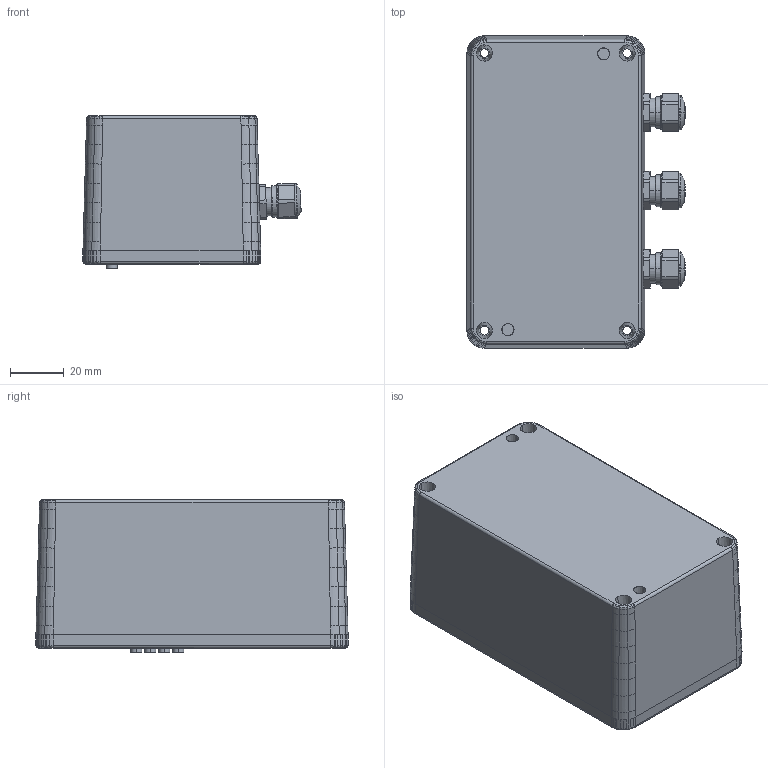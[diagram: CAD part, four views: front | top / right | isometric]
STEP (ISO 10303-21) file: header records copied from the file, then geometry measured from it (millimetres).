
FILE_DESCRIPTION(('CATIA V5 STEP Exchange','CAx-IF Rec.Pracs.--- Model Styling and Organization---1.5--- 2016-08-15','CAx-IF Rec.Pracs.---Supplemental Geometry---1.0---2011-11-01','CAx-IF Rec.Pracs.--- Composite Materials ---3.4---2017-06-13','CAx-IF Rec.Pracs.---Tessellated 3D Geometry---1.0---2015-12-17'),'2;1');
FILE_NAME('SG-CSL_102.stp','2024-10-16T11:46:39+00:00',('none'),('none'),'CATIA Version 5-6 Release 2022 SP3 HF38','CATIA V5 STEP AP242 v2','none');
FILE_SCHEMA(('AP242_MANAGED_MODEL_BASED_3D_ENGINEERING_MIM_LF {1 0 10303 442 1 1 4}'));
Products named in the file (5): 92319_00A; 92319_02; 92319_04A; 92319_01; 92319_05A
Assembly tree (9 placements, depth 2):
  92319_00A
    92319_02
    92319_04A
    92319_01  x3
    92319_05A  x4
Bounding box: 80.99 x 115.88 x 56.52 mm (x, y, z)
Volume: 123246.4 mm3; surface area: 82582.5 mm2
Topology: 9 solids, 12 shells, 1696 faces, 4893 edges, 3240 vertices
Faces by surface type: bspline 867, cylinder 345, plane 249, cone 128, torus 71, sphere 36
Entity records: 60599 total; most frequent: CARTESIAN_POINT 30853, ORIENTED_EDGE 8730, EDGE_CURVE 4365, VERTEX_POINT 2936, DIRECTION 2545, B_SPLINE_CURVE_WITH_KNOTS 2307, EDGE_LOOP 1529, ADVANCED_FACE 1465
